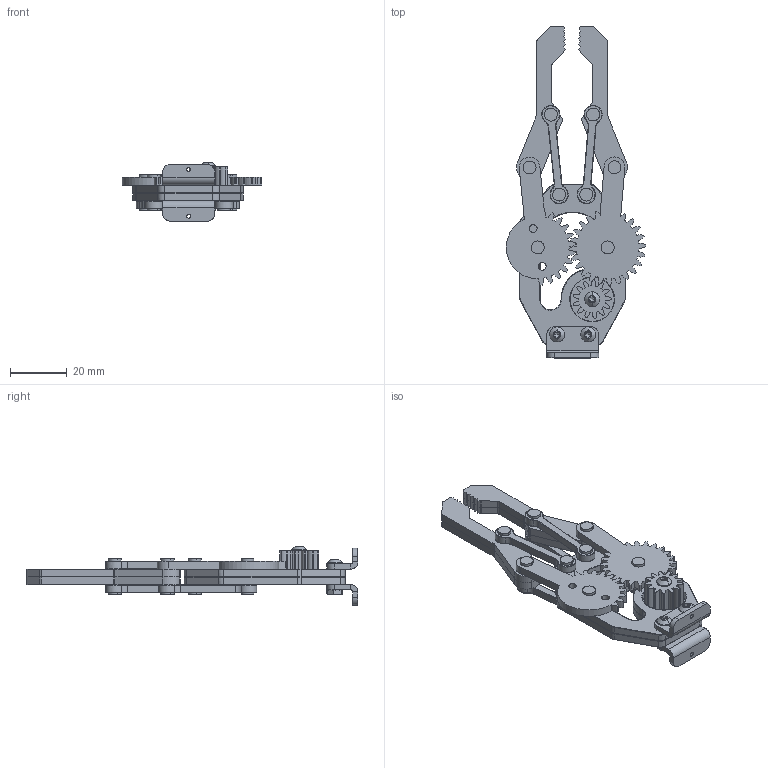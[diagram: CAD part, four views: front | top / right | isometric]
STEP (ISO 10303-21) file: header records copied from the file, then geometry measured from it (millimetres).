
FILE_DESCRIPTION(('FreeCAD Model'),'2;1');
FILE_NAME('Open CASCADE Shape Model','2025-04-30T11:28:26',('FreeCAD'),( 'FreeCAD'),'Open CASCADE STEP processor 7.6','FreeCAD','Unknown');
FILE_SCHEMA(('AUTOMOTIVE_DESIGN { 1 0 10303 214 1 1 1 1 }'));
Products named in the file (1): Open CASCADE STEP translator 7.6 1
Bounding box: 49.05 x 116.93 x 20.69 mm (x, y, z)
Volume: 19342 mm3; surface area: 22523.2 mm2
Topology: 30 solids, 30 shells, 1241 faces, 3084 edges, 1921 vertices
Faces by surface type: bspline 1241
Entity records: 37312 total; most frequent: CARTESIAN_POINT 20276, ORIENTED_EDGE 6156, EDGE_CURVE 3078, VERTEX_POINT 1921, B_SPLINE_CURVE_WITH_KNOTS 1452, FACE_BOUND 1371, EDGE_LOOP 1371, ADVANCED_FACE 1241
